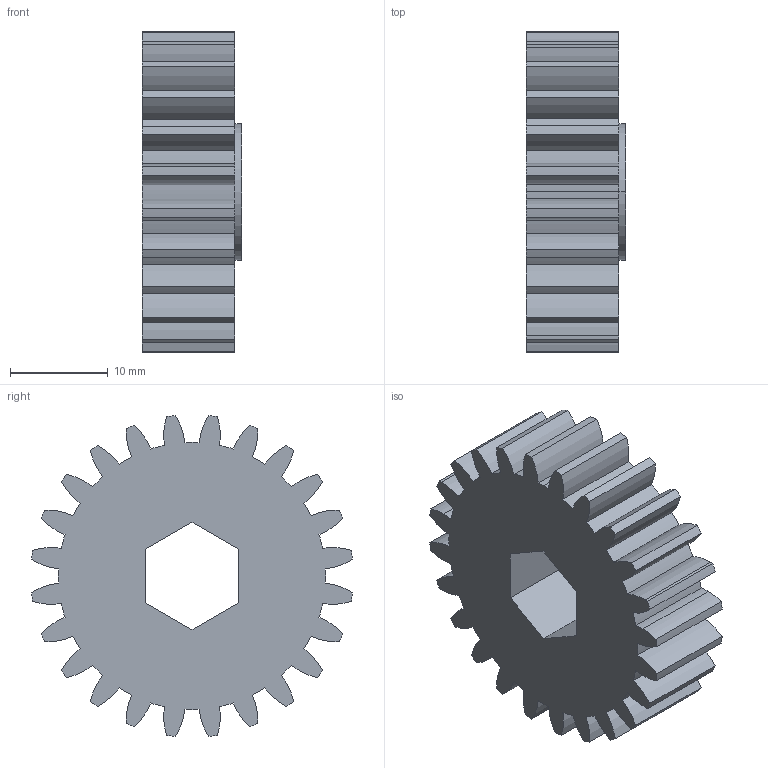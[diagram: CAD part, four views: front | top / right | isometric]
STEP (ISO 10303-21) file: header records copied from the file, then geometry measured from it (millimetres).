
FILE_DESCRIPTION (( 'STEP AP214' ), '1' );
FILE_NAME ('am-0177 24T 20dp 375h.STEP', '2016-03-02T15:10:56', ( '' ), ( '' ), 'SwSTEP 2.0', 'SolidWorks 2014', '' );
FILE_SCHEMA (( 'AUTOMOTIVE_DESIGN' ));
Length unit declared in the file: inch
Products named in the file (1): am-0177 24T 20dp 375h
Bounding box: 10.16 x 32.84 x 32.84 mm (x, y, z)
Volume: 5989.4 mm3; surface area: 3510.8 mm2
Topology: 1 solids, 1 shells, 112 faces, 327 edges, 218 vertices
Faces by surface type: cylinder 103, plane 9
Entity records: 3881 total; most frequent: DIRECTION 759, CARTESIAN_POINT 658, ORIENTED_EDGE 654, EDGE_CURVE 327, AXIS2_PLACEMENT_3D 319, VERTEX_POINT 218, CIRCLE 206, VECTOR 121
